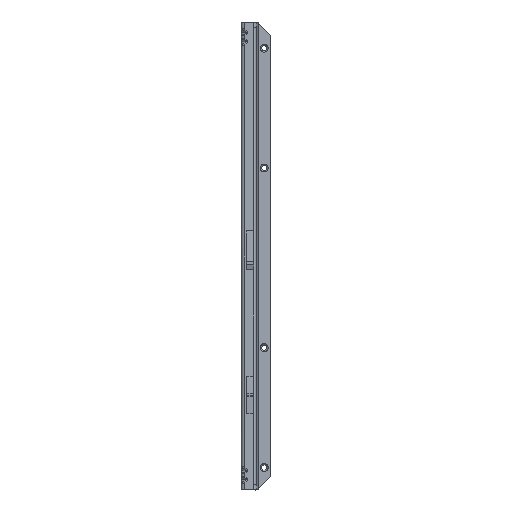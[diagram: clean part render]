
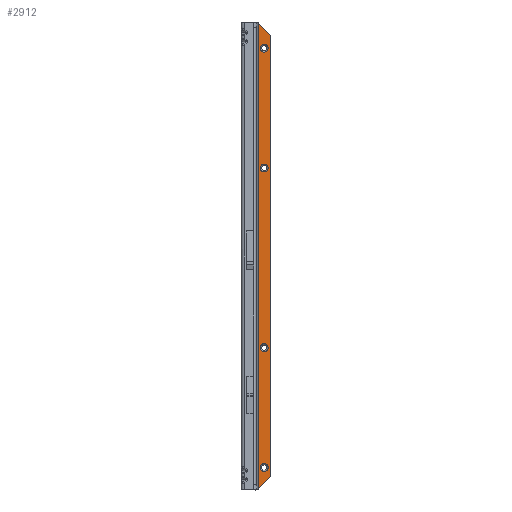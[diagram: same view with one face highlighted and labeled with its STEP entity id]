
A CAD part, front view. The second image highlights one B-rep face of the part: STEP entity #2912.
In plain terms, the highlighted planar face has unit normal (0, -1, 0).
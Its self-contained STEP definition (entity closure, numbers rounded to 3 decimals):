
#675 = EDGE_CURVE ( 'NONE', #16730, #44419, #7372, .T. ) ;
#1627 = CARTESIAN_POINT ( 'NONE',  ( 6.5, -1.5, -151.75 ) ) ;
#1847 = FACE_BOUND ( 'NONE', #43509, .T. ) ;
#2912 = ADVANCED_FACE ( 'NONE', ( #12549, #34660, #19812, #1847, #27605 ), #27123, .F. ) ;
#2958 = EDGE_CURVE ( 'NONE', #33971, #46903, #40067, .T. ) ;
#3292 = ORIENTED_EDGE ( 'NONE', *, *, #37749, .T. ) ;
#4063 = ORIENTED_EDGE ( 'NONE', *, *, #15273, .T. ) ;
#4155 = DIRECTION ( 'NONE',  ( -1., 0., 0. ) ) ;
#4657 = CARTESIAN_POINT ( 'NONE',  ( 13.5, -1.5, 0. ) ) ;
#5252 = DIRECTION ( 'NONE',  ( -1., 0., 0. ) ) ;
#5294 = EDGE_CURVE ( 'NONE', #22773, #33120, #34751, .T. ) ;
#5446 = CIRCLE ( 'NONE', #24063, 4.25 ) ;
#6267 = CIRCLE ( 'NONE', #36520, 4.25 ) ;
#7157 = ORIENTED_EDGE ( 'NONE', *, *, #2958, .T. ) ;
#7372 = CIRCLE ( 'NONE', #41561, 4.25 ) ;
#7567 = VERTEX_POINT ( 'NONE', #36086 ) ;
#7621 = CARTESIAN_POINT ( 'NONE',  ( 6.5, -1.5, -471.75 ) ) ;
#7696 = EDGE_LOOP ( 'NONE', ( #7157, #15336 ) ) ;
#10200 = LINE ( 'NONE', #24554, #11681 ) ;
#10647 = VERTEX_POINT ( 'NONE', #11992 ) ;
#10806 = DIRECTION ( 'NONE',  ( 0., 1., 0. ) ) ;
#11037 = AXIS2_PLACEMENT_3D ( 'NONE', #36965, #36721, #4155 ) ;
#11556 = DIRECTION ( 'NONE',  ( -1., 0., 0. ) ) ;
#11681 = VECTOR ( 'NONE', #25037, 1000. ) ;
#11795 = CIRCLE ( 'NONE', #11037, 4.25 ) ;
#11992 = CARTESIAN_POINT ( 'NONE',  ( 13.5, -1.5, -485.742 ) ) ;
#12311 = DIRECTION ( 'NONE',  ( 0., 1., 0. ) ) ;
#12375 = VERTEX_POINT ( 'NONE', #27487 ) ;
#12549 = FACE_BOUND ( 'NONE', #40685, .T. ) ;
#13032 = CARTESIAN_POINT ( 'NONE',  ( 6.5, -1.5, -343.75 ) ) ;
#13432 = ORIENTED_EDGE ( 'NONE', *, *, #45393, .F. ) ;
#14482 = EDGE_CURVE ( 'NONE', #46903, #33971, #45204, .T. ) ;
#14596 = CARTESIAN_POINT ( 'NONE',  ( 6.5, -1.5, -160.25 ) ) ;
#14722 = ORIENTED_EDGE ( 'NONE', *, *, #675, .T. ) ;
#14854 = ORIENTED_EDGE ( 'NONE', *, *, #16047, .T. ) ;
#15130 = LINE ( 'NONE', #29466, #26701 ) ;
#15273 = EDGE_CURVE ( 'NONE', #10647, #7567, #22635, .T. ) ;
#15336 = ORIENTED_EDGE ( 'NONE', *, *, #14482, .T. ) ;
#15772 = VECTOR ( 'NONE', #26534, 1000. ) ;
#16047 = EDGE_CURVE ( 'NONE', #7567, #23596, #15130, .T. ) ;
#16658 = CARTESIAN_POINT ( 'NONE',  ( 0., -1.5, -500. ) ) ;
#16730 = VERTEX_POINT ( 'NONE', #1627 ) ;
#17247 = AXIS2_PLACEMENT_3D ( 'NONE', #37321, #30037, #18585 ) ;
#17977 = CARTESIAN_POINT ( 'NONE',  ( 6.5, -1.5, -156. ) ) ;
#18085 = ORIENTED_EDGE ( 'NONE', *, *, #5294, .T. ) ;
#18274 = CARTESIAN_POINT ( 'NONE',  ( 6.5, -1.5, -28. ) ) ;
#18585 = DIRECTION ( 'NONE',  ( -1., 0., 0. ) ) ;
#18743 = DIRECTION ( 'NONE',  ( -1., 0., 0. ) ) ;
#19096 = AXIS2_PLACEMENT_3D ( 'NONE', #27370, #31502, #5252 ) ;
#19557 = CARTESIAN_POINT ( 'NONE',  ( 6.5, -1.5, -476. ) ) ;
#19812 = FACE_BOUND ( 'NONE', #26495, .T. ) ;
#19841 = EDGE_CURVE ( 'NONE', #12375, #38271, #5446, .T. ) ;
#20362 = EDGE_CURVE ( 'NONE', #24678, #10647, #10200, .T. ) ;
#20376 = EDGE_CURVE ( 'NONE', #44419, #16730, #33464, .T. ) ;
#21336 = CARTESIAN_POINT ( 'NONE',  ( 6.5, -1.5, -23.75 ) ) ;
#21456 = CARTESIAN_POINT ( 'NONE',  ( 0.5, -1.5, -1.258 ) ) ;
#22635 = LINE ( 'NONE', #4657, #15772 ) ;
#22773 = VERTEX_POINT ( 'NONE', #28530 ) ;
#23596 = VERTEX_POINT ( 'NONE', #21456 ) ;
#23745 = AXIS2_PLACEMENT_3D ( 'NONE', #16658, #12311, #30540 ) ;
#24063 = AXIS2_PLACEMENT_3D ( 'NONE', #18274, #47679, #18743 ) ;
#24314 = DIRECTION ( 'NONE',  ( 0., 1., 0. ) ) ;
#24554 = CARTESIAN_POINT ( 'NONE',  ( 0.121, -1.5, -499.121 ) ) ;
#24678 = VERTEX_POINT ( 'NONE', #32146 ) ;
#25037 = DIRECTION ( 'NONE',  ( 0.707, 0., 0.707 ) ) ;
#26257 = CARTESIAN_POINT ( 'NONE',  ( 0.5, -1.5, -500. ) ) ;
#26495 = EDGE_LOOP ( 'NONE', ( #14722, #44143 ) ) ;
#26534 = DIRECTION ( 'NONE',  ( 0., 0., 1. ) ) ;
#26701 = VECTOR ( 'NONE', #44067, 1000. ) ;
#27123 = PLANE ( 'NONE',  #23745 ) ;
#27164 = DIRECTION ( 'NONE',  ( -1., 0., 0. ) ) ;
#27370 = CARTESIAN_POINT ( 'NONE',  ( 6.5, -1.5, -348. ) ) ;
#27487 = CARTESIAN_POINT ( 'NONE',  ( 6.5, -1.5, -32.25 ) ) ;
#27605 = FACE_OUTER_BOUND ( 'NONE', #27794, .T. ) ;
#27794 = EDGE_LOOP ( 'NONE', ( #14854, #13432, #36955, #4063 ) ) ;
#28530 = CARTESIAN_POINT ( 'NONE',  ( 6.5, -1.5, -480.25 ) ) ;
#28571 = CARTESIAN_POINT ( 'NONE',  ( 6.5, -1.5, -352.25 ) ) ;
#29466 = CARTESIAN_POINT ( 'NONE',  ( 0.121, -1.5, -0.879 ) ) ;
#29925 = CARTESIAN_POINT ( 'NONE',  ( 6.5, -1.5, -476. ) ) ;
#30037 = DIRECTION ( 'NONE',  ( 0., 1., 0. ) ) ;
#30112 = AXIS2_PLACEMENT_3D ( 'NONE', #29925, #35180, #27164 ) ;
#30540 = DIRECTION ( 'NONE',  ( -1., 0., 0. ) ) ;
#31502 = DIRECTION ( 'NONE',  ( 0., 1., 0. ) ) ;
#31885 = AXIS2_PLACEMENT_3D ( 'NONE', #17977, #24314, #32829 ) ;
#32146 = CARTESIAN_POINT ( 'NONE',  ( 0.5, -1.5, -498.742 ) ) ;
#32829 = DIRECTION ( 'NONE',  ( -1., 0., 0. ) ) ;
#33120 = VERTEX_POINT ( 'NONE', #7621 ) ;
#33464 = CIRCLE ( 'NONE', #31885, 4.25 ) ;
#33789 = ORIENTED_EDGE ( 'NONE', *, *, #39063, .T. ) ;
#33971 = VERTEX_POINT ( 'NONE', #13032 ) ;
#34660 = FACE_BOUND ( 'NONE', #7696, .T. ) ;
#34751 = CIRCLE ( 'NONE', #30112, 4.25 ) ;
#34940 = VECTOR ( 'NONE', #41084, 1000. ) ;
#35180 = DIRECTION ( 'NONE',  ( 0., 1., 0. ) ) ;
#36086 = CARTESIAN_POINT ( 'NONE',  ( 13.5, -1.5, -14.258 ) ) ;
#36520 = AXIS2_PLACEMENT_3D ( 'NONE', #19557, #41934, #11556 ) ;
#36721 = DIRECTION ( 'NONE',  ( 0., 1., 0. ) ) ;
#36826 = DIRECTION ( 'NONE',  ( -1., 0., 0. ) ) ;
#36955 = ORIENTED_EDGE ( 'NONE', *, *, #20362, .T. ) ;
#36965 = CARTESIAN_POINT ( 'NONE',  ( 6.5, -1.5, -28. ) ) ;
#37321 = CARTESIAN_POINT ( 'NONE',  ( 6.5, -1.5, -348. ) ) ;
#37749 = EDGE_CURVE ( 'NONE', #33120, #22773, #6267, .T. ) ;
#38271 = VERTEX_POINT ( 'NONE', #21336 ) ;
#39063 = EDGE_CURVE ( 'NONE', #38271, #12375, #11795, .T. ) ;
#40067 = CIRCLE ( 'NONE', #19096, 4.25 ) ;
#40685 = EDGE_LOOP ( 'NONE', ( #3292, #18085 ) ) ;
#41084 = DIRECTION ( 'NONE',  ( 0., 0., 1. ) ) ;
#41189 = CARTESIAN_POINT ( 'NONE',  ( 6.5, -1.5, -156. ) ) ;
#41561 = AXIS2_PLACEMENT_3D ( 'NONE', #41189, #10806, #36826 ) ;
#41934 = DIRECTION ( 'NONE',  ( 0., 1., 0. ) ) ;
#43418 = ORIENTED_EDGE ( 'NONE', *, *, #19841, .T. ) ;
#43509 = EDGE_LOOP ( 'NONE', ( #33789, #43418 ) ) ;
#44067 = DIRECTION ( 'NONE',  ( -0.707, 0., 0.707 ) ) ;
#44143 = ORIENTED_EDGE ( 'NONE', *, *, #20376, .T. ) ;
#44419 = VERTEX_POINT ( 'NONE', #14596 ) ;
#44728 = LINE ( 'NONE', #26257, #34940 ) ;
#45204 = CIRCLE ( 'NONE', #17247, 4.25 ) ;
#45393 = EDGE_CURVE ( 'NONE', #24678, #23596, #44728, .T. ) ;
#46903 = VERTEX_POINT ( 'NONE', #28571 ) ;
#47679 = DIRECTION ( 'NONE',  ( 0., 1., 0. ) ) ;
